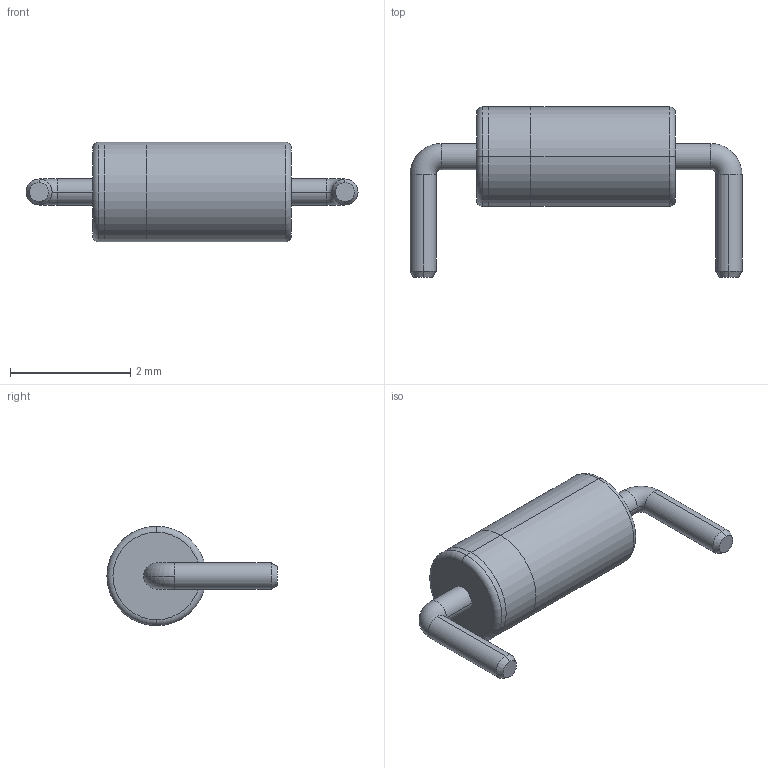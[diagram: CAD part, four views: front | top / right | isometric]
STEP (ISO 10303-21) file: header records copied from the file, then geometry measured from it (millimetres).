
FILE_DESCRIPTION (( 'STEP AP214' ), '1' );
FILE_NAME ('E4EFCBD5-3562-48FE-B9AE-6E0F07EDF771.STEP', '2009-04-20T11:06:34', ( 'sysAdmin' ), ( 'SolidWorks' ), 'SwSTEP 2.0', 'SolidWorks 2009', '' );
FILE_SCHEMA (( 'AUTOMOTIVE_DESIGN' ));
Length unit declared in the file: millimetre
Products named in the file (1): E4EFCBD5-3562-48FE-B9AE-6E0F07EDF771
Bounding box: 5.51 x 2.83 x 1.65 mm (x, y, z)
Volume: 7.8 mm3; surface area: 28.3 mm2
Topology: 1 solids, 1 shells, 30 faces, 62 edges, 36 vertices
Faces by surface type: cylinder 14, torus 8, cone 4, plane 4
Entity records: 1155 total; most frequent: DIRECTION 168, CARTESIAN_POINT 129, ORIENTED_EDGE 124, AXIS2_PLACEMENT_3D 75, EDGE_CURVE 62, CIRCLE 44, VERTEX_POINT 36, UNCERTAINTY_MEASURE_WITH_UNIT 32
